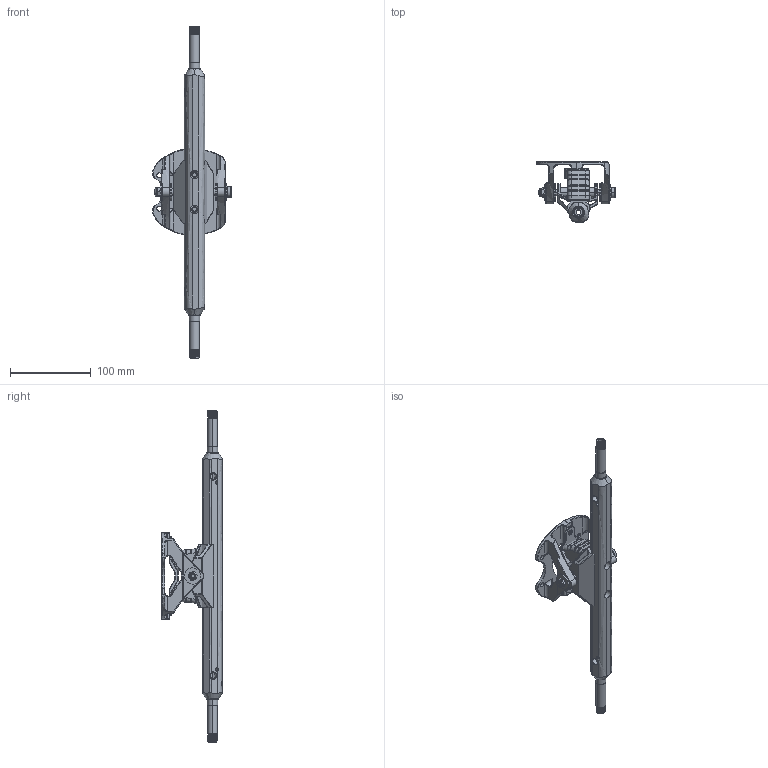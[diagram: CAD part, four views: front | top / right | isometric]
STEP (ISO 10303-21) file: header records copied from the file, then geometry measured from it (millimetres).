
FILE_DESCRIPTION (( 'STEP AP203' ), '1' );
FILE_NAME ('MBS Matrix II full metal truck.STEP', '2020-04-19T17:52:34', ( '' ), ( '' ), 'SwSTEP 2.0', 'SolidWorks 2018', '' );
FILE_SCHEMA (( 'CONFIG_CONTROL_DESIGN' ));
Length unit declared in the file: millimetre
Products named in the file (9): MBS Matrix II hanger; Shockblock; Matrix 2 Baseplate; Matrix 2 Baseplate Bar; plain washer 10669 type nl_iso_ISO 10669-8.8-N; Shoulder bolt; torque nut 08_iso_ISO 10511-M6-N; MBS Matrix II full metal truck; Bushing
Assembly tree (11 placements, depth 2):
  MBS Matrix II full metal truck
    MBS Matrix II hanger
    Matrix 2 Baseplate
    Matrix 2 Baseplate Bar
    Bushing  x2
    Shoulder bolt
    plain washer 10669 type nl_iso_ISO 10669-8.8-N  x2
    Shockblock  x2
    torque nut 08_iso_ISO 10511-M6-N
Bounding box: 97.29 x 74.75 x 410 mm (x, y, z)
Volume: 268117.8 mm3; surface area: 106317.2 mm2
Topology: 13 solids, 13 shells, 1074 faces, 2625 edges, 1501 vertices
Faces by surface type: cylinder 425, bspline 231, plane 188, torus 180, sphere 32, cone 18
Entity records: 38836 total; most frequent: CARTESIAN_POINT 17935, ORIENTED_EDGE 4410, DIRECTION 3953, EDGE_CURVE 2205, AXIS2_PLACEMENT_3D 1609, VERTEX_POINT 1305, EDGE_LOOP 972, FACE_OUTER_BOUND 912
